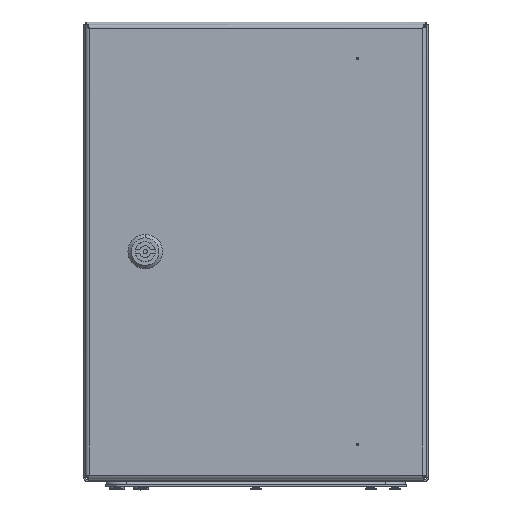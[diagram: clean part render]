
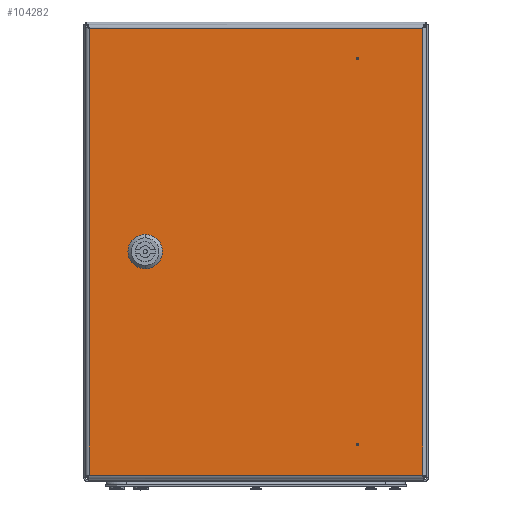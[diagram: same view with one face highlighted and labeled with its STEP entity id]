
A CAD part, top view. The second image highlights one B-rep face of the part: STEP entity #104282.
In plain terms, the highlighted planar face has unit normal (0, 0, 1).
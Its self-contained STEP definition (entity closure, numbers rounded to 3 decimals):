
#2889 = CARTESIAN_POINT ( 'NONE',  ( -146.746, -194.6, 0. ) ) ;
#3047 = EDGE_CURVE ( 'NONE', #93410, #111110, #114926, .T. ) ;
#4313 = DIRECTION ( 'NONE',  ( 0., 0., 1. ) ) ;
#5647 = CIRCLE ( 'NONE', #74842, 11.25 ) ;
#6225 = FACE_OUTER_BOUND ( 'NONE', #10702, .T. ) ;
#6992 = AXIS2_PLACEMENT_3D ( 'NONE', #66199, #39132, #101234 ) ;
#8058 = CARTESIAN_POINT ( 'NONE',  ( -106.5, 5.154, 0. ) ) ;
#8985 = FACE_BOUND ( 'NONE', #102469, .T. ) ;
#9059 = CARTESIAN_POINT ( 'NONE',  ( -145.1, 196.246, 0. ) ) ;
#10702 = EDGE_LOOP ( 'NONE', ( #110217, #78768, #14935, #88578 ) ) ;
#10729 = EDGE_CURVE ( 'NONE', #111110, #68164, #111623, .T. ) ;
#11801 = DIRECTION ( 'NONE',  ( 1., 0., 0. ) ) ;
#12766 = AXIS2_PLACEMENT_3D ( 'NONE', #60090, #60473, #104445 ) ;
#13123 = LINE ( 'NONE', #81328, #82452 ) ;
#13203 = DIRECTION ( 'NONE',  ( 1., 0., 0. ) ) ;
#14935 = ORIENTED_EDGE ( 'NONE', *, *, #20026, .T. ) ;
#14994 = VECTOR ( 'NONE', #45218, 1000. ) ;
#15241 = DIRECTION ( 'NONE',  ( 0., 0., 1. ) ) ;
#16271 = CARTESIAN_POINT ( 'NONE',  ( -96.5, 0., 0. ) ) ;
#18603 = CARTESIAN_POINT ( 'NONE',  ( -86.5, -5.154, 0. ) ) ;
#20022 = CARTESIAN_POINT ( 'NONE',  ( 88.5, 168.888, 0. ) ) ;
#20026 = EDGE_CURVE ( 'NONE', #77773, #86017, #90433, .T. ) ;
#20990 = DIRECTION ( 'NONE',  ( 0., 0., 1. ) ) ;
#21001 = EDGE_CURVE ( 'NONE', #101119, #97578, #35005, .T. ) ;
#21033 = VERTEX_POINT ( 'NONE', #74607 ) ;
#21732 = DIRECTION ( 'NONE',  ( 1., 0., 0. ) ) ;
#21951 = DIRECTION ( 'NONE',  ( 0., 1., 0. ) ) ;
#23432 = VERTEX_POINT ( 'NONE', #66522 ) ;
#24336 = DIRECTION ( 'NONE',  ( 0., 1., 0. ) ) ;
#25943 = ORIENTED_EDGE ( 'NONE', *, *, #10729, .F. ) ;
#26056 = DIRECTION ( 'NONE',  ( 0., -1., 0. ) ) ;
#27545 = DIRECTION ( 'NONE',  ( 0., 0., 1. ) ) ;
#28878 = VECTOR ( 'NONE', #24336, 1000. ) ;
#30299 = DIRECTION ( 'NONE',  ( 1., 0., 0. ) ) ;
#31607 = VERTEX_POINT ( 'NONE', #8058 ) ;
#31714 = CARTESIAN_POINT ( 'NONE',  ( 88.5, -168., 0. ) ) ;
#32293 = VERTEX_POINT ( 'NONE', #82323 ) ;
#35005 = LINE ( 'NONE', #61892, #103066 ) ;
#35938 = LINE ( 'NONE', #106390, #84568 ) ;
#36131 = CIRCLE ( 'NONE', #75210, 0.888 ) ;
#38769 = EDGE_CURVE ( 'NONE', #52624, #43010, #43911, .T. ) ;
#38812 = LINE ( 'NONE', #94953, #95826 ) ;
#39132 = DIRECTION ( 'NONE',  ( 0., 0., 1. ) ) ;
#39461 = VERTEX_POINT ( 'NONE', #82707 ) ;
#39924 = VECTOR ( 'NONE', #55155, 1000. ) ;
#39927 = ORIENTED_EDGE ( 'NONE', *, *, #3047, .F. ) ;
#39988 = PLANE ( 'NONE',  #59457 ) ;
#40720 = CARTESIAN_POINT ( 'NONE',  ( 88.5, 168., 0. ) ) ;
#41030 = VERTEX_POINT ( 'NONE', #58896 ) ;
#41984 = AXIS2_PLACEMENT_3D ( 'NONE', #75594, #20990, #30299 ) ;
#43010 = VERTEX_POINT ( 'NONE', #99280 ) ;
#43911 = CIRCLE ( 'NONE', #6992, 0.888 ) ;
#45218 = DIRECTION ( 'NONE',  ( -1., 0., 0. ) ) ;
#46168 = CARTESIAN_POINT ( 'NONE',  ( 145.1, -194.6, 0. ) ) ;
#48614 = EDGE_LOOP ( 'NONE', ( #100512, #68400 ) ) ;
#49712 = CARTESIAN_POINT ( 'NONE',  ( -86.5, 5.154, 0. ) ) ;
#50708 = DIRECTION ( 'NONE',  ( -1., 0., 0. ) ) ;
#51294 = EDGE_CURVE ( 'NONE', #68164, #21033, #38812, .T. ) ;
#51379 = ORIENTED_EDGE ( 'NONE', *, *, #112040, .F. ) ;
#52475 = ORIENTED_EDGE ( 'NONE', *, *, #63995, .F. ) ;
#52624 = VERTEX_POINT ( 'NONE', #20022 ) ;
#53360 = EDGE_CURVE ( 'NONE', #21033, #31607, #103862, .T. ) ;
#55155 = DIRECTION ( 'NONE',  ( 0., -1., 0. ) ) ;
#56127 = FACE_BOUND ( 'NONE', #66244, .T. ) ;
#57909 = LINE ( 'NONE', #9059, #39924 ) ;
#58896 = CARTESIAN_POINT ( 'NONE',  ( -106.5, -5.154, 0. ) ) ;
#59457 = AXIS2_PLACEMENT_3D ( 'NONE', #76354, #4313, #21732 ) ;
#60090 = CARTESIAN_POINT ( 'NONE',  ( 88.5, -168., 0. ) ) ;
#60473 = DIRECTION ( 'NONE',  ( 0., 0., 1. ) ) ;
#61892 = CARTESIAN_POINT ( 'NONE',  ( -101.654, -10., 0. ) ) ;
#62370 = CARTESIAN_POINT ( 'NONE',  ( 145.1, 194.6, 0. ) ) ;
#63457 = LINE ( 'NONE', #90222, #14994 ) ;
#63995 = EDGE_CURVE ( 'NONE', #41030, #101119, #5647, .T. ) ;
#65803 = FACE_BOUND ( 'NONE', #48614, .T. ) ;
#66199 = CARTESIAN_POINT ( 'NONE',  ( 88.5, 168., 0. ) ) ;
#66244 = EDGE_LOOP ( 'NONE', ( #114548, #100908 ) ) ;
#66522 = CARTESIAN_POINT ( 'NONE',  ( 88.5, -167.112, 0. ) ) ;
#66756 = VECTOR ( 'NONE', #11801, 1000. ) ;
#68164 = VERTEX_POINT ( 'NONE', #102588 ) ;
#68313 = CARTESIAN_POINT ( 'NONE',  ( -96.5, 0., 0. ) ) ;
#68400 = ORIENTED_EDGE ( 'NONE', *, *, #92093, .F. ) ;
#69822 = VERTEX_POINT ( 'NONE', #62370 ) ;
#70476 = CARTESIAN_POINT ( 'NONE',  ( -101.654, -10., 0. ) ) ;
#74607 = CARTESIAN_POINT ( 'NONE',  ( -101.654, 10., 0. ) ) ;
#74842 = AXIS2_PLACEMENT_3D ( 'NONE', #80644, #27545, #89604 ) ;
#75210 = AXIS2_PLACEMENT_3D ( 'NONE', #31714, #93434, #94967 ) ;
#75594 = CARTESIAN_POINT ( 'NONE',  ( -96.5, 0., 0. ) ) ;
#76319 = CARTESIAN_POINT ( 'NONE',  ( -91.346, -10., 0. ) ) ;
#76354 = CARTESIAN_POINT ( 'NONE',  ( 0., 0., 0. ) ) ;
#76992 = ORIENTED_EDGE ( 'NONE', *, *, #81994, .F. ) ;
#77773 = VERTEX_POINT ( 'NONE', #92326 ) ;
#78768 = ORIENTED_EDGE ( 'NONE', *, *, #101454, .T. ) ;
#79087 = EDGE_CURVE ( 'NONE', #43010, #52624, #84141, .T. ) ;
#80644 = CARTESIAN_POINT ( 'NONE',  ( -96.5, 0., 0. ) ) ;
#80822 = EDGE_CURVE ( 'NONE', #86017, #69822, #13123, .T. ) ;
#81328 = CARTESIAN_POINT ( 'NONE',  ( 145.1, -196.246, 0. ) ) ;
#81994 = EDGE_CURVE ( 'NONE', #31607, #41030, #35938, .T. ) ;
#82323 = CARTESIAN_POINT ( 'NONE',  ( 88.5, -168.888, 0. ) ) ;
#82452 = VECTOR ( 'NONE', #21951, 1000. ) ;
#82707 = CARTESIAN_POINT ( 'NONE',  ( -145.1, 194.6, 0. ) ) ;
#82711 = AXIS2_PLACEMENT_3D ( 'NONE', #40720, #102863, #13203 ) ;
#82895 = ORIENTED_EDGE ( 'NONE', *, *, #51294, .F. ) ;
#83090 = EDGE_CURVE ( 'NONE', #69822, #39461, #63457, .T. ) ;
#83435 = AXIS2_PLACEMENT_3D ( 'NONE', #16271, #85755, #104415 ) ;
#84141 = CIRCLE ( 'NONE', #82711, 0.888 ) ;
#84568 = VECTOR ( 'NONE', #26056, 1000. ) ;
#85070 = DIRECTION ( 'NONE',  ( 1., 0., 0. ) ) ;
#85755 = DIRECTION ( 'NONE',  ( 0., 0., 1. ) ) ;
#86017 = VERTEX_POINT ( 'NONE', #46168 ) ;
#88578 = ORIENTED_EDGE ( 'NONE', *, *, #80822, .T. ) ;
#89604 = DIRECTION ( 'NONE',  ( 1., 0., 0. ) ) ;
#90222 = CARTESIAN_POINT ( 'NONE',  ( 146.746, 194.6, 0. ) ) ;
#90433 = LINE ( 'NONE', #2889, #66756 ) ;
#91355 = CIRCLE ( 'NONE', #12766, 0.888 ) ;
#92093 = EDGE_CURVE ( 'NONE', #32293, #23432, #91355, .T. ) ;
#92326 = CARTESIAN_POINT ( 'NONE',  ( -145.1, -194.6, 0. ) ) ;
#93410 = VERTEX_POINT ( 'NONE', #18603 ) ;
#93434 = DIRECTION ( 'NONE',  ( 0., 0., 1. ) ) ;
#94953 = CARTESIAN_POINT ( 'NONE',  ( -101.654, 10., 0. ) ) ;
#94967 = DIRECTION ( 'NONE',  ( 1., 0., 0. ) ) ;
#94970 = CARTESIAN_POINT ( 'NONE',  ( -86.5, 5.154, 0. ) ) ;
#95826 = VECTOR ( 'NONE', #50708, 1000. ) ;
#97578 = VERTEX_POINT ( 'NONE', #76319 ) ;
#98772 = AXIS2_PLACEMENT_3D ( 'NONE', #68313, #15241, #85070 ) ;
#98841 = DIRECTION ( 'NONE',  ( 1., 0., 0. ) ) ;
#99280 = CARTESIAN_POINT ( 'NONE',  ( 88.5, 167.112, 0. ) ) ;
#100512 = ORIENTED_EDGE ( 'NONE', *, *, #108523, .F. ) ;
#100908 = ORIENTED_EDGE ( 'NONE', *, *, #38769, .F. ) ;
#101119 = VERTEX_POINT ( 'NONE', #70476 ) ;
#101234 = DIRECTION ( 'NONE',  ( 1., 0., 0. ) ) ;
#101454 = EDGE_CURVE ( 'NONE', #39461, #77773, #57909, .T. ) ;
#102469 = EDGE_LOOP ( 'NONE', ( #104027, #82895, #25943, #39927, #51379, #103813, #52475, #76992 ) ) ;
#102588 = CARTESIAN_POINT ( 'NONE',  ( -91.346, 10., 0. ) ) ;
#102863 = DIRECTION ( 'NONE',  ( 0., 0., 1. ) ) ;
#103066 = VECTOR ( 'NONE', #98841, 1000. ) ;
#103813 = ORIENTED_EDGE ( 'NONE', *, *, #21001, .F. ) ;
#103862 = CIRCLE ( 'NONE', #83435, 11.25 ) ;
#104027 = ORIENTED_EDGE ( 'NONE', *, *, #53360, .F. ) ;
#104282 = ADVANCED_FACE ( 'NONE', ( #65803, #56127, #8985, #6225 ), #39988, .T. ) ;
#104415 = DIRECTION ( 'NONE',  ( 1., 0., 0. ) ) ;
#104445 = DIRECTION ( 'NONE',  ( 1., 0., 0. ) ) ;
#105672 = CIRCLE ( 'NONE', #41984, 11.25 ) ;
#106390 = CARTESIAN_POINT ( 'NONE',  ( -106.5, 5.154, 0. ) ) ;
#108523 = EDGE_CURVE ( 'NONE', #23432, #32293, #36131, .T. ) ;
#110217 = ORIENTED_EDGE ( 'NONE', *, *, #83090, .T. ) ;
#111110 = VERTEX_POINT ( 'NONE', #49712 ) ;
#111623 = CIRCLE ( 'NONE', #98772, 11.25 ) ;
#112040 = EDGE_CURVE ( 'NONE', #97578, #93410, #105672, .T. ) ;
#114548 = ORIENTED_EDGE ( 'NONE', *, *, #79087, .F. ) ;
#114926 = LINE ( 'NONE', #94970, #28878 ) ;
